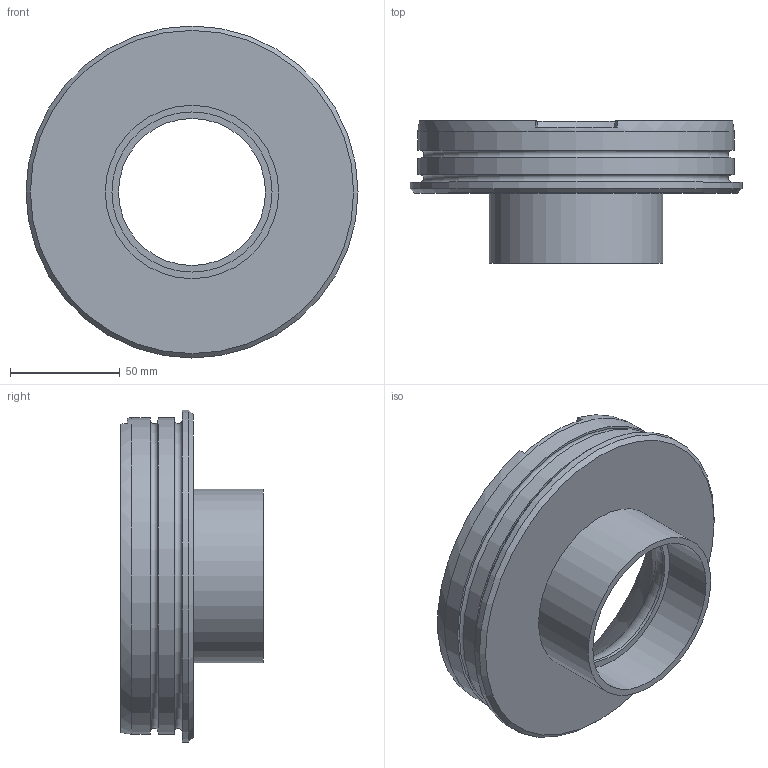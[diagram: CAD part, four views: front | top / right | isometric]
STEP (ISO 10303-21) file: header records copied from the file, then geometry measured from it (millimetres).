
FILE_DESCRIPTION(/* description */ ('','CAx-IF Rec.Pracs.---Representation and Presentation of Product Manufacturing Information (PMI)---4.0---2014-10-13'),/* implementation_level */ '2;1');
FILE_NAME(/* name */ 'MK2_EU_inlet_100mm_REV2.stp',/* time_stamp */ '2025-01-15T19:27:41+01:00',/* author */ ('Capturing Dust'),/* organization */ ('Makerr.Studio'),/* preprocessor_version */ 'ST-DEVELOPER v18.1',/* originating_system */ 'Autodesk Inventor 2021',/* authorisation */ '');
FILE_SCHEMA (('AP242_MANAGED_MODEL_BASED_3D_ENGINEERING_MIM_LF { 1 0 10303 442 1 1 4 }'));
Length unit declared in the file: millimetre
Products named in the file (1): MK2_EU_inlet_100mm_REV2
Bounding box: 151.38 x 65 x 151.38 mm (x, y, z)
Volume: 265343.6 mm3; surface area: 65900 mm2
Topology: 1 solids, 1 shells, 23 faces, 45 edges, 29 vertices
Faces by surface type: plane 11, cylinder 6, cone 3, torus 3
Full cylindrical faces by diameter (mm): 67 x1, 73 x1, 79 x1, 144.375 x2, 151.375 x1
Entity records: 648 total; most frequent: DIRECTION 121, CARTESIAN_POINT 98, ORIENTED_EDGE 90, AXIS2_PLACEMENT_3D 52, EDGE_CURVE 45, EDGE_LOOP 30, VERTEX_POINT 29, CIRCLE 28
